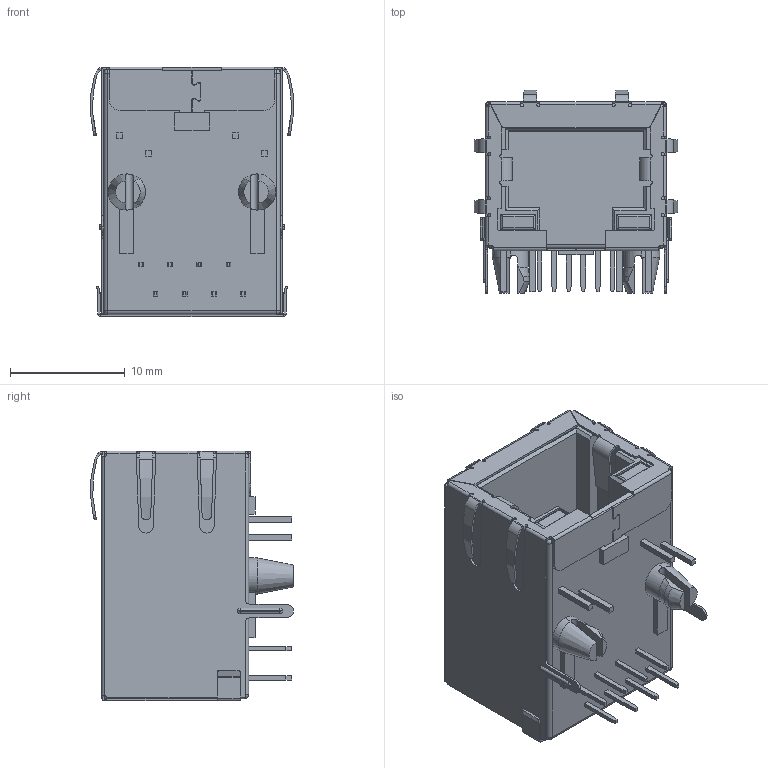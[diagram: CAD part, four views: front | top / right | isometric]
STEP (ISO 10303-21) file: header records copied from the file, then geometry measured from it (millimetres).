
FILE_DESCRIPTION (( 'STEP AP214' ), '1' );
FILE_NAME ('RB1-125BAG1A.STEP', '2018-11-06T13:37:39', ( '' ), ( '' ), 'SwSTEP 2.0', 'SolidWorks 2017', '' );
FILE_SCHEMA (( 'AUTOMOTIVE_DESIGN' ));
Length unit declared in the file: millimetre
Products named in the file (1): RB1-125BAG1A
Bounding box: 17.72 x 17.68 x 21.78 mm (x, y, z)
Volume: 2831.6 mm3; surface area: 4931.3 mm2
Topology: 18 solids, 18 shells, 699 faces, 1759 edges, 1078 vertices
Faces by surface type: plane 456, cylinder 221, torus 8, sphere 8, cone 6
Entity records: 20848 total; most frequent: CARTESIAN_POINT 4055, ORIENTED_EDGE 3502, DIRECTION 3401, EDGE_CURVE 1751, LINE 1229, VECTOR 1229, AXIS2_PLACEMENT_3D 1086, VERTEX_POINT 1078
